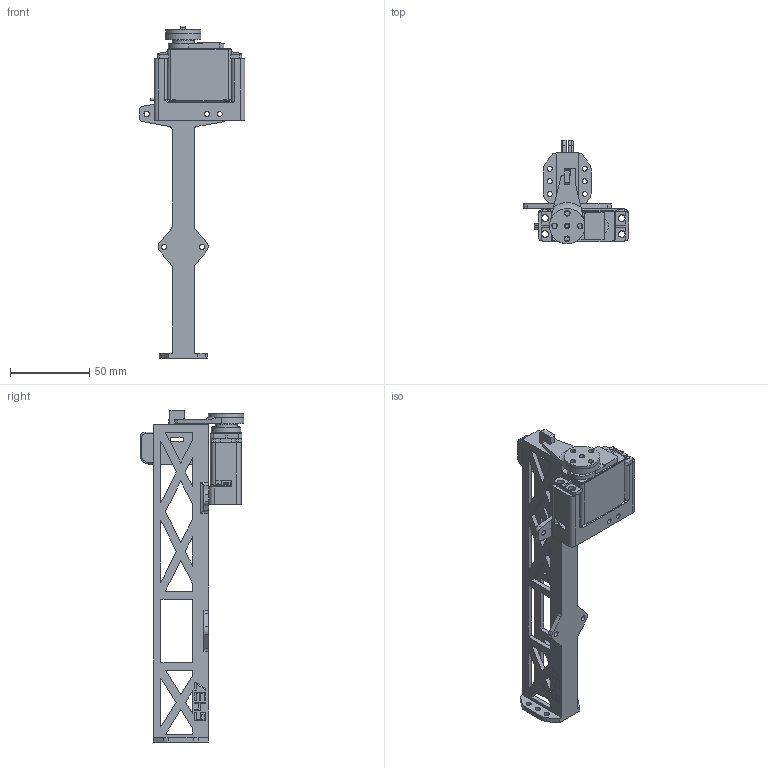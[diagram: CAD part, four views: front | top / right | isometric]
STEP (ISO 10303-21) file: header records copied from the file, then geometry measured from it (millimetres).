
FILE_DESCRIPTION(/* description */ (''),/* implementation_level */ '2;1');
FILE_NAME(/* name */ '6437 Drone Launcher.step',/* time_stamp */ '2024-01-27T15:04:42-07:00',/* author */ (''),/* organization */ (''),/* preprocessor_version */ 'ST-DEVELOPER v20',/* originating_system */ 'Autodesk Translation Framework v12.14.0.127',/* authorisation */ '');
FILE_SCHEMA (('AUTOMOTIVE_DESIGN { 1 0 10303 214 3 1 1 }'));
Length unit declared in the file: millimetre
Products named in the file (6): Plane Launcher; Rail; Slider; Hitec Servo With Horn v1; Hitec Servo Mount; Latch Lever
Assembly tree (5 placements, depth 2):
  Plane Launcher
    Rail
    Slider
    Hitec Servo With Horn v1
    Hitec Servo Mount
    Latch Lever
Bounding box: 66.47 x 65.1 x 209 mm (x, y, z)
Volume: 93118.9 mm3; surface area: 52814.2 mm2
Topology: 6 solids, 6 shells, 785 faces, 2204 edges, 1452 vertices
Faces by surface type: plane 507, cylinder 258, torus 17, bspline 3
Full cylindrical faces by diameter (mm): 1.22 x3, 2.109 x1, 3.1 x6, 3.2 x6, 3.3 x2, 3.36 x4, 3.4 x4, 3.5 x5, 4.2 x4, 5.7 x1, 8.8 x1, 9 x1, 10 x1, 13.85 x1, 22.2 x1
Entity records: 26062 total; most frequent: CARTESIAN_POINT 4626, ORIENTED_EDGE 4398, DIRECTION 4325, EDGE_CURVE 2199, LINE 1635, VECTOR 1635, VERTEX_POINT 1451, AXIS2_PLACEMENT_3D 1345
